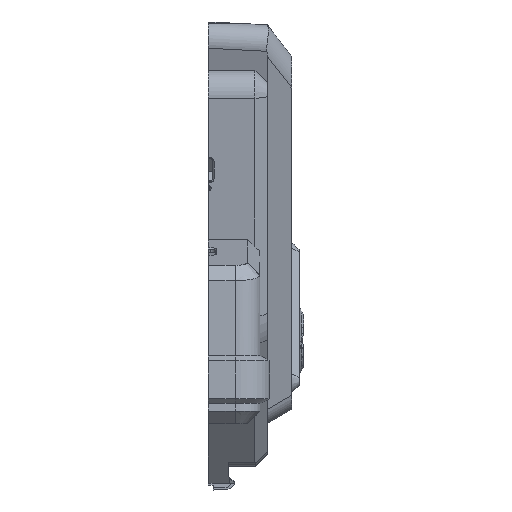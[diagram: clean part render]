
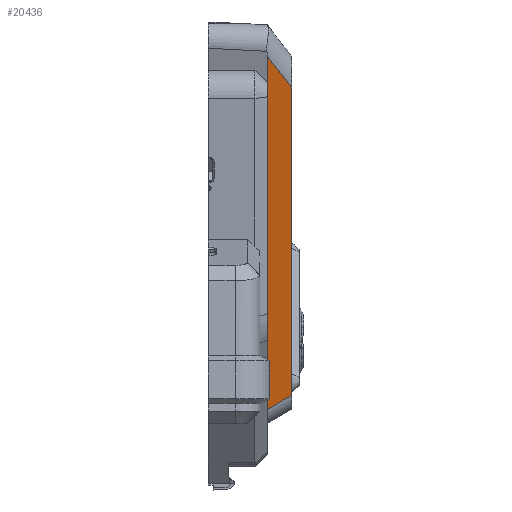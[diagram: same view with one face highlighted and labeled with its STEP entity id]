
A CAD part, left-side view. The second image highlights one B-rep face of the part: STEP entity #20436.
In plain terms, the highlighted planar face has unit normal (-0.813, -0.5, -0.299).
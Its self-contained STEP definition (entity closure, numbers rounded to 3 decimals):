
#1522=FACE_OUTER_BOUND('',#2624,.T.);
#2624=EDGE_LOOP('',(#18061,#18062,#18063,#18064,#18065));
#5257=LINE('',#36019,#7603);
#5260=LINE('',#36032,#7606);
#5372=LINE('',#36511,#7718);
#5373=LINE('',#36514,#7719);
#5374=LINE('',#36515,#7720);
#7603=VECTOR('',#26652,10.);
#7606=VECTOR('',#26665,10.);
#7718=VECTOR('',#26987,10.);
#7719=VECTOR('',#26990,10.);
#7720=VECTOR('',#26991,10.);
#9615=VERTEX_POINT('',#36017);
#9616=VERTEX_POINT('',#36018);
#9621=VERTEX_POINT('',#36031);
#9706=VERTEX_POINT('',#36509);
#9707=VERTEX_POINT('',#36513);
#12425=EDGE_CURVE('',#9615,#9616,#5257,.T.);
#12432=EDGE_CURVE('',#9621,#9616,#5260,.T.);
#12595=EDGE_CURVE('',#9615,#9706,#5372,.T.);
#12596=EDGE_CURVE('',#9706,#9707,#5373,.T.);
#12597=EDGE_CURVE('',#9707,#9621,#5374,.T.);
#18061=ORIENTED_EDGE('',*,*,#12595,.T.);
#18062=ORIENTED_EDGE('',*,*,#12596,.T.);
#18063=ORIENTED_EDGE('',*,*,#12597,.T.);
#18064=ORIENTED_EDGE('',*,*,#12432,.T.);
#18065=ORIENTED_EDGE('',*,*,#12425,.F.);
#19378=PLANE('',#21904);
#20436=ADVANCED_FACE('',(#1522),#19378,.F.);
#21904=AXIS2_PLACEMENT_3D('',#36512,#26988,#26989);
#26652=DIRECTION('',(0.345,0.,-0.939));
#26665=DIRECTION('',(0.33,-0.818,0.472));
#26987=DIRECTION('',(-0.555,0.51,0.657));
#26988=DIRECTION('center_axis',(0.813,0.5,0.299));
#26989=DIRECTION('ref_axis',(-0.345,0.,0.939));
#26990=DIRECTION('',(0.345,0.,-0.939));
#26991=DIRECTION('',(0.345,0.,-0.939));
#36017=CARTESIAN_POINT('',(-99.821,-34.,232.7));
#36018=CARTESIAN_POINT('',(-53.798,-34.,107.419));
#36019=CARTESIAN_POINT('',(-62.502,-34.,131.113));
#36031=CARTESIAN_POINT('',(-57.828,-24.,101.645));
#36032=CARTESIAN_POINT('',(-48.884,-46.194,114.459));
#36509=CARTESIAN_POINT('',(-110.707,-24.,245.591));
#36511=CARTESIAN_POINT('',(-103.891,-30.261,237.519));
#36512=CARTESIAN_POINT('Origin',(-114.275,-24.,255.302));
#36513=CARTESIAN_POINT('',(-106.748,-24.,234.814));
#36514=CARTESIAN_POINT('',(-94.485,-24.,201.433));
#36515=CARTESIAN_POINT('',(-94.485,-24.,201.433));
